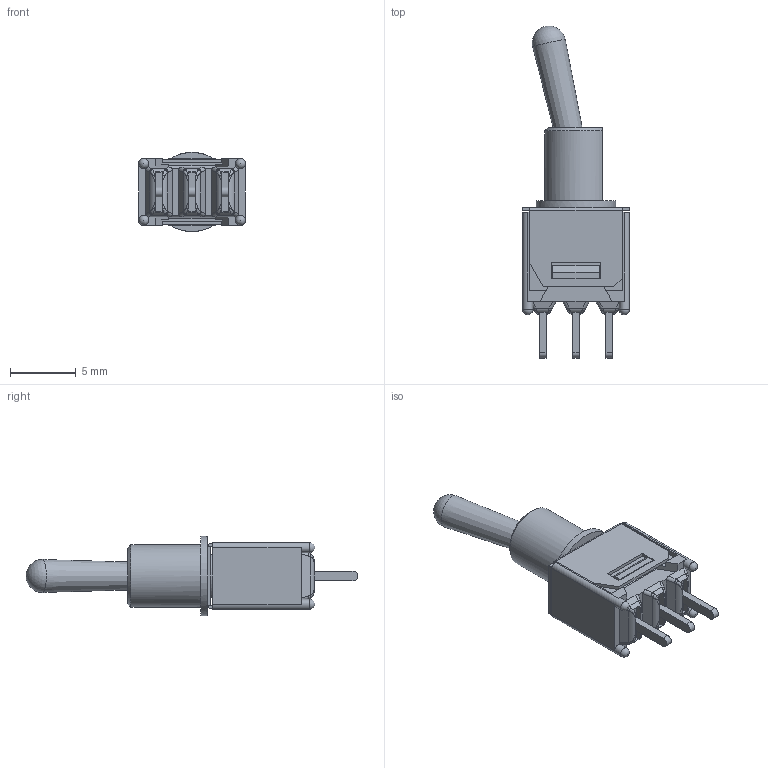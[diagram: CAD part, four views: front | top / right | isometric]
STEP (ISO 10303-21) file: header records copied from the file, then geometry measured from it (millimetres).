
FILE_DESCRIPTION( ( 'STEP AP214' ), '1' );
FILE_NAME( 'T103M1H9CBE.stp', '2019-08-28T20:22:36', ( '' ), ( '' ), ' ', 'PARTsolutions', ' ' );
FILE_SCHEMA( ( 'AUTOMOTIVE_DESIGN { 1 0 10303 214 1 1 1 1 }' ) );
Length unit declared in the file: inch
Products named in the file (3): T103M1H9CBE; 1
Assembly tree (2 placements, depth 2):
  T103M1H9CBE
    1
    1
Bounding box: 8.13 x 25.31 x 6.05 mm (x, y, z)
Volume: 49.7 mm3; surface area: 1049.1 mm2
Topology: 1 solids, 375 shells, 383 faces, 2136 edges, 2115 vertices
Faces by surface type: plane 267, cylinder 66, bspline 36, cone 6, sphere 6, torus 2
Full cylindrical faces by diameter (mm): 0.762 x4, 1.295 x1, 2.718 x1, 3.175 x1, 6.045 x1
Entity records: 23089 total; most frequent: CARTESIAN_POINT 8030, DIRECTION 2828, ORIENTED_EDGE 2108, VERTEX_POINT 2106, EDGE_CURVE 2100, LINE 1580, VECTOR 1580, AXIS2_PLACEMENT_3D 624
